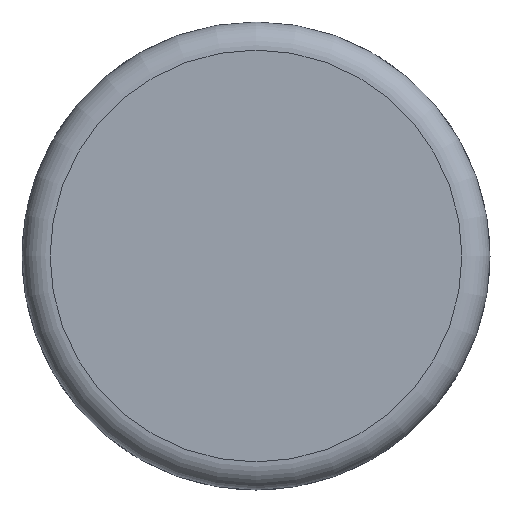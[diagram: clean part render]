
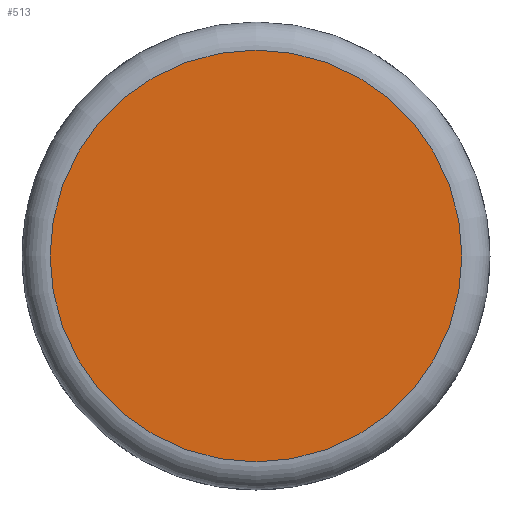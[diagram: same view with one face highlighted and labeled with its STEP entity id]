
A CAD part, front view. The second image highlights one B-rep face of the part: STEP entity #513.
In plain terms, the highlighted planar face has unit normal (0, -1, 0).
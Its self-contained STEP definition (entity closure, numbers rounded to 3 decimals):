
#497=CARTESIAN_POINT('',(0.,-10.,0.));
#498=DIRECTION('',(0.,1.,0.));
#499=DIRECTION('',(0.,0.,1.));
#500=AXIS2_PLACEMENT_3D('',#497,#498,#499);
#501=PLANE('',#500);
#502=CARTESIAN_POINT('',(10.,-10.,18.8));
#503=VERTEX_POINT('',#502);
#504=CARTESIAN_POINT('',(10.,-10.,10.));
#505=DIRECTION('',(-0.,-1.,-0.));
#506=DIRECTION('',(0.,-0.,1.));
#507=AXIS2_PLACEMENT_3D('',#504,#505,#506);
#508=CIRCLE('',#507,8.8);
#509=EDGE_CURVE('',#503,#503,#508,.T.);
#510=ORIENTED_EDGE('',*,*,#509,.T.);
#511=EDGE_LOOP('',(#510));
#512=FACE_BOUND('',#511,.T.);
#513=ADVANCED_FACE('',(#512),#501,.F.);
